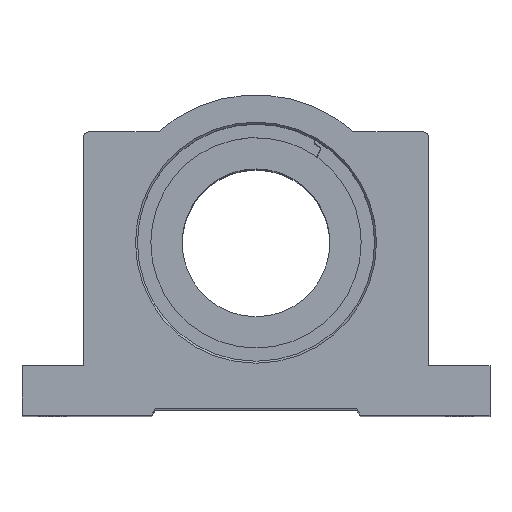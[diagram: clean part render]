
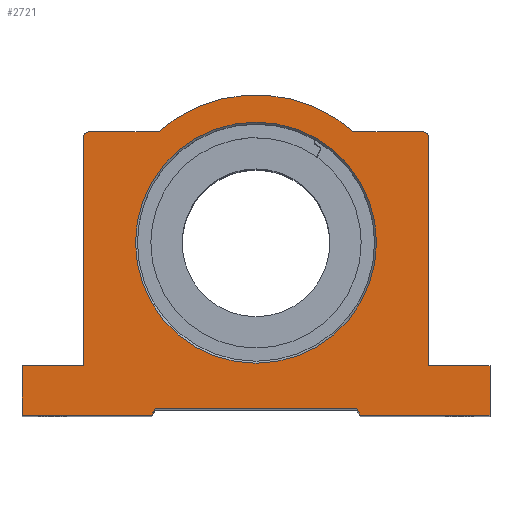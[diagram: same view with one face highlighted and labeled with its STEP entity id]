
A CAD part, top view. The second image highlights one B-rep face of the part: STEP entity #2721.
In plain terms, the highlighted planar face has unit normal (0, 0, 1).
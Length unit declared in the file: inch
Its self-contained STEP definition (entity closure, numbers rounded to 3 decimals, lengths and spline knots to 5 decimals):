
#15 = DIRECTION ( 'NONE',  ( 1., 0., 0. ) ) ;
#45 = VECTOR ( 'NONE', #248, 39.37008 ) ;
#75 = ORIENTED_EDGE ( 'NONE', *, *, #2742, .T. ) ;
#106 = AXIS2_PLACEMENT_3D ( 'NONE', #2641, #8412, #6271 ) ;
#112 = ORIENTED_EDGE ( 'NONE', *, *, #1555, .T. ) ;
#117 = ORIENTED_EDGE ( 'NONE', *, *, #4930, .T. ) ;
#172 = VERTEX_POINT ( 'NONE', #7839 ) ;
#205 = DIRECTION ( 'NONE',  ( 1., 0., 0. ) ) ;
#248 = DIRECTION ( 'NONE',  ( 0., 1., 0. ) ) ;
#277 = EDGE_CURVE ( 'NONE', #2829, #3511, #9276, .T. ) ;
#287 = DIRECTION ( 'NONE',  ( 1., 0., 0. ) ) ;
#310 = ORIENTED_EDGE ( 'NONE', *, *, #1076, .F. ) ;
#336 = EDGE_CURVE ( 'NONE', #1837, #3527, #7397, .T. ) ;
#655 = DIRECTION ( 'NONE',  ( 0., -1., 0. ) ) ;
#669 = CARTESIAN_POINT ( 'NONE',  ( -0.99216, 1.125, 4.5 ) ) ;
#687 = LINE ( 'NONE', #6187, #5707 ) ;
#689 = CARTESIAN_POINT ( 'NONE',  ( 1.75, 0., 4.5 ) ) ;
#720 = CARTESIAN_POINT ( 'NONE',  ( 0., 1.125, 4.5 ) ) ;
#773 = LINE ( 'NONE', #6538, #4452 ) ;
#859 = EDGE_CURVE ( 'NONE', #5656, #3454, #5850, .T. ) ;
#882 = DIRECTION ( 'NONE',  ( 0., 0., -1. ) ) ;
#922 = VERTEX_POINT ( 'NONE', #5086 ) ;
#935 = DIRECTION ( 'NONE',  ( -0.5, -0.866, 0. ) ) ;
#990 = CARTESIAN_POINT ( 'NONE',  ( -1.02093, -1.685, 4.5 ) ) ;
#1024 = ORIENTED_EDGE ( 'NONE', *, *, #6463, .F. ) ;
#1050 = EDGE_CURVE ( 'NONE', #3264, #6450, #2200, .T. ) ;
#1076 = EDGE_CURVE ( 'NONE', #2996, #4389, #1719, .T. ) ;
#1077 = CARTESIAN_POINT ( 'NONE',  ( 0., 0., 4.5 ) ) ;
#1153 = VERTEX_POINT ( 'NONE', #4743 ) ;
#1160 = CARTESIAN_POINT ( 'NONE',  ( 0., 1.125, 4.5 ) ) ;
#1166 = CARTESIAN_POINT ( 'NONE',  ( 1.69, 1.125, 4.5 ) ) ;
#1500 = VECTOR ( 'NONE', #9153, 39.37008 ) ;
#1555 = EDGE_CURVE ( 'NONE', #1837, #172, #687, .T. ) ;
#1659 = LINE ( 'NONE', #5278, #9183 ) ;
#1719 = LINE ( 'NONE', #1160, #4157 ) ;
#1746 = EDGE_LOOP ( 'NONE', ( #5429, #75 ) ) ;
#1829 = LINE ( 'NONE', #8475, #1500 ) ;
#1835 = FACE_OUTER_BOUND ( 'NONE', #6957, .T. ) ;
#1837 = VERTEX_POINT ( 'NONE', #8489 ) ;
#1875 = CARTESIAN_POINT ( 'NONE',  ( -1.75, 1.065, 4.5 ) ) ;
#2045 = VERTEX_POINT ( 'NONE', #990 ) ;
#2108 = CARTESIAN_POINT ( 'NONE',  ( 1.05845, -1.75, 4.5 ) ) ;
#2200 = LINE ( 'NONE', #720, #7779 ) ;
#2233 = CARTESIAN_POINT ( 'NONE',  ( 0.99216, 1.125, 4.5 ) ) ;
#2253 = CARTESIAN_POINT ( 'NONE',  ( 0., -1.75, 4.5 ) ) ;
#2313 = CARTESIAN_POINT ( 'NONE',  ( 0., 0., 4.5 ) ) ;
#2364 = ORIENTED_EDGE ( 'NONE', *, *, #5893, .T. ) ;
#2439 = CARTESIAN_POINT ( 'NONE',  ( -1.69, 1.125, 4.5 ) ) ;
#2494 = CARTESIAN_POINT ( 'NONE',  ( 1.75, 1.065, 4.5 ) ) ;
#2540 = DIRECTION ( 'NONE',  ( 0., 0., -1. ) ) ;
#2641 = CARTESIAN_POINT ( 'NONE',  ( -1.69, 1.065, 4.5 ) ) ;
#2703 = ORIENTED_EDGE ( 'NONE', *, *, #5154, .T. ) ;
#2721 = ADVANCED_FACE ( 'NONE', ( #6823, #1835 ), #7592, .T. ) ;
#2742 = EDGE_CURVE ( 'NONE', #3511, #2829, #9282, .T. ) ;
#2782 = LINE ( 'NONE', #689, #5821 ) ;
#2829 = VERTEX_POINT ( 'NONE', #5318 ) ;
#2884 = CIRCLE ( 'NONE', #4695, 0.06 ) ;
#2951 = VERTEX_POINT ( 'NONE', #8623 ) ;
#2996 = VERTEX_POINT ( 'NONE', #2233 ) ;
#3211 = DIRECTION ( 'NONE',  ( 0., 1., 0. ) ) ;
#3240 = DIRECTION ( 'NONE',  ( 1., 0., 0. ) ) ;
#3252 = VERTEX_POINT ( 'NONE', #2494 ) ;
#3264 = VERTEX_POINT ( 'NONE', #2439 ) ;
#3454 = VERTEX_POINT ( 'NONE', #3894 ) ;
#3465 = ORIENTED_EDGE ( 'NONE', *, *, #8071, .T. ) ;
#3511 = VERTEX_POINT ( 'NONE', #5598 ) ;
#3527 = VERTEX_POINT ( 'NONE', #1875 ) ;
#3529 = EDGE_CURVE ( 'NONE', #4102, #922, #1829, .T. ) ;
#3894 = CARTESIAN_POINT ( 'NONE',  ( 1.02093, -1.685, 4.5 ) ) ;
#3955 = DIRECTION ( 'NONE',  ( 1., 0., 0. ) ) ;
#3988 = AXIS2_PLACEMENT_3D ( 'NONE', #2313, #4582, #6690 ) ;
#4102 = VERTEX_POINT ( 'NONE', #8736 ) ;
#4157 = VECTOR ( 'NONE', #287, 39.37008 ) ;
#4220 = ORIENTED_EDGE ( 'NONE', *, *, #6636, .T. ) ;
#4389 = VERTEX_POINT ( 'NONE', #1166 ) ;
#4452 = VECTOR ( 'NONE', #8860, 39.37008 ) ;
#4582 = DIRECTION ( 'NONE',  ( 0., 0., 1. ) ) ;
#4656 = DIRECTION ( 'NONE',  ( 0., 0., 1. ) ) ;
#4695 = AXIS2_PLACEMENT_3D ( 'NONE', #4728, #6085, #8272 ) ;
#4728 = CARTESIAN_POINT ( 'NONE',  ( 1.69, 1.065, 4.5 ) ) ;
#4743 = CARTESIAN_POINT ( 'NONE',  ( -2.375, -1.75, 4.5 ) ) ;
#4882 = AXIS2_PLACEMENT_3D ( 'NONE', #5133, #882, #205 ) ;
#4919 = DIRECTION ( 'NONE',  ( -1., 0., 0. ) ) ;
#4930 = EDGE_CURVE ( 'NONE', #3252, #4389, #2884, .T. ) ;
#4942 = VERTEX_POINT ( 'NONE', #8315 ) ;
#5086 = CARTESIAN_POINT ( 'NONE',  ( 1.75, -1.25, 4.5 ) ) ;
#5097 = CARTESIAN_POINT ( 'NONE',  ( 0., -1.75, 4.5 ) ) ;
#5133 = CARTESIAN_POINT ( 'NONE',  ( 0., 0., 4.5 ) ) ;
#5154 = EDGE_CURVE ( 'NONE', #4942, #4102, #8305, .T. ) ;
#5156 = ORIENTED_EDGE ( 'NONE', *, *, #8682, .F. ) ;
#5162 = LINE ( 'NONE', #2253, #7075 ) ;
#5278 = CARTESIAN_POINT ( 'NONE',  ( -1.07, -1.77, 4.5 ) ) ;
#5318 = CARTESIAN_POINT ( 'NONE',  ( 1.2235, 0., 4.5 ) ) ;
#5429 = ORIENTED_EDGE ( 'NONE', *, *, #277, .T. ) ;
#5432 = VECTOR ( 'NONE', #655, 39.37008 ) ;
#5598 = CARTESIAN_POINT ( 'NONE',  ( -1.2235, 0., 4.5 ) ) ;
#5656 = VERTEX_POINT ( 'NONE', #2108 ) ;
#5707 = VECTOR ( 'NONE', #8646, 39.37008 ) ;
#5821 = VECTOR ( 'NONE', #8647, 39.37008 ) ;
#5850 = LINE ( 'NONE', #8655, #9299 ) ;
#5893 = EDGE_CURVE ( 'NONE', #172, #1153, #8379, .T. ) ;
#5913 = ORIENTED_EDGE ( 'NONE', *, *, #7170, .F. ) ;
#5966 = EDGE_CURVE ( 'NONE', #2951, #1153, #8705, .T. ) ;
#5976 = CIRCLE ( 'NONE', #6577, 1.5 ) ;
#6085 = DIRECTION ( 'NONE',  ( 0., 0., 1. ) ) ;
#6187 = CARTESIAN_POINT ( 'NONE',  ( 0., -1.25, 4.5 ) ) ;
#6271 = DIRECTION ( 'NONE',  ( 1., 0., 0. ) ) ;
#6332 = VECTOR ( 'NONE', #4919, 39.37008 ) ;
#6426 = ORIENTED_EDGE ( 'NONE', *, *, #1050, .F. ) ;
#6450 = VERTEX_POINT ( 'NONE', #669 ) ;
#6463 = EDGE_CURVE ( 'NONE', #3454, #2045, #773, .T. ) ;
#6514 = DIRECTION ( 'NONE',  ( -0.5, 0.866, 0. ) ) ;
#6538 = CARTESIAN_POINT ( 'NONE',  ( -1.02093, -1.685, 4.5 ) ) ;
#6577 = AXIS2_PLACEMENT_3D ( 'NONE', #6669, #4656, #3240 ) ;
#6636 = EDGE_CURVE ( 'NONE', #2996, #6450, #5976, .T. ) ;
#6669 = CARTESIAN_POINT ( 'NONE',  ( 0., 0., 4.5 ) ) ;
#6690 = DIRECTION ( 'NONE',  ( 1., 0., 0. ) ) ;
#6823 = FACE_BOUND ( 'NONE', #1746, .T. ) ;
#6957 = EDGE_LOOP ( 'NONE', ( #5156, #2703, #8040, #5913, #117, #310, #4220, #6426, #3465, #7878, #112, #2364, #9086, #7514, #1024, #7001 ) ) ;
#7001 = ORIENTED_EDGE ( 'NONE', *, *, #859, .F. ) ;
#7064 = CIRCLE ( 'NONE', #106, 0.06 ) ;
#7075 = VECTOR ( 'NONE', #8866, 39.37008 ) ;
#7170 = EDGE_CURVE ( 'NONE', #3252, #922, #2782, .T. ) ;
#7397 = LINE ( 'NONE', #8917, #45 ) ;
#7453 = CARTESIAN_POINT ( 'NONE',  ( 2.375, 0., 4.5 ) ) ;
#7514 = ORIENTED_EDGE ( 'NONE', *, *, #7981, .F. ) ;
#7592 = PLANE ( 'NONE',  #3988 ) ;
#7779 = VECTOR ( 'NONE', #15, 39.37008 ) ;
#7839 = CARTESIAN_POINT ( 'NONE',  ( -2.375, -1.25, 4.5 ) ) ;
#7878 = ORIENTED_EDGE ( 'NONE', *, *, #336, .F. ) ;
#7981 = EDGE_CURVE ( 'NONE', #2045, #2951, #1659, .T. ) ;
#8040 = ORIENTED_EDGE ( 'NONE', *, *, #3529, .T. ) ;
#8071 = EDGE_CURVE ( 'NONE', #3264, #3527, #7064, .T. ) ;
#8272 = DIRECTION ( 'NONE',  ( 1., 0., 0. ) ) ;
#8305 = LINE ( 'NONE', #7453, #8630 ) ;
#8315 = CARTESIAN_POINT ( 'NONE',  ( 2.375, -1.75, 4.5 ) ) ;
#8379 = LINE ( 'NONE', #9288, #5432 ) ;
#8412 = DIRECTION ( 'NONE',  ( 0., 0., 1. ) ) ;
#8475 = CARTESIAN_POINT ( 'NONE',  ( 0., -1.25, 4.5 ) ) ;
#8489 = CARTESIAN_POINT ( 'NONE',  ( -1.75, -1.25, 4.5 ) ) ;
#8623 = CARTESIAN_POINT ( 'NONE',  ( -1.05845, -1.75, 4.5 ) ) ;
#8630 = VECTOR ( 'NONE', #3211, 39.37008 ) ;
#8646 = DIRECTION ( 'NONE',  ( -1., 0., 0. ) ) ;
#8647 = DIRECTION ( 'NONE',  ( 0., -1., 0. ) ) ;
#8655 = CARTESIAN_POINT ( 'NONE',  ( 1.02093, -1.685, 4.5 ) ) ;
#8682 = EDGE_CURVE ( 'NONE', #4942, #5656, #5162, .T. ) ;
#8705 = LINE ( 'NONE', #5097, #6332 ) ;
#8736 = CARTESIAN_POINT ( 'NONE',  ( 2.375, -1.25, 4.5 ) ) ;
#8860 = DIRECTION ( 'NONE',  ( -1., 0., 0. ) ) ;
#8866 = DIRECTION ( 'NONE',  ( -1., 0., 0. ) ) ;
#8917 = CARTESIAN_POINT ( 'NONE',  ( -1.75, 0., 4.5 ) ) ;
#8973 = AXIS2_PLACEMENT_3D ( 'NONE', #1077, #2540, #3955 ) ;
#9086 = ORIENTED_EDGE ( 'NONE', *, *, #5966, .F. ) ;
#9153 = DIRECTION ( 'NONE',  ( -1., 0., 0. ) ) ;
#9183 = VECTOR ( 'NONE', #935, 39.37008 ) ;
#9276 = CIRCLE ( 'NONE', #8973, 1.2235 ) ;
#9282 = CIRCLE ( 'NONE', #4882, 1.2235 ) ;
#9288 = CARTESIAN_POINT ( 'NONE',  ( -2.375, 0., 4.5 ) ) ;
#9299 = VECTOR ( 'NONE', #6514, 39.37008 ) ;
